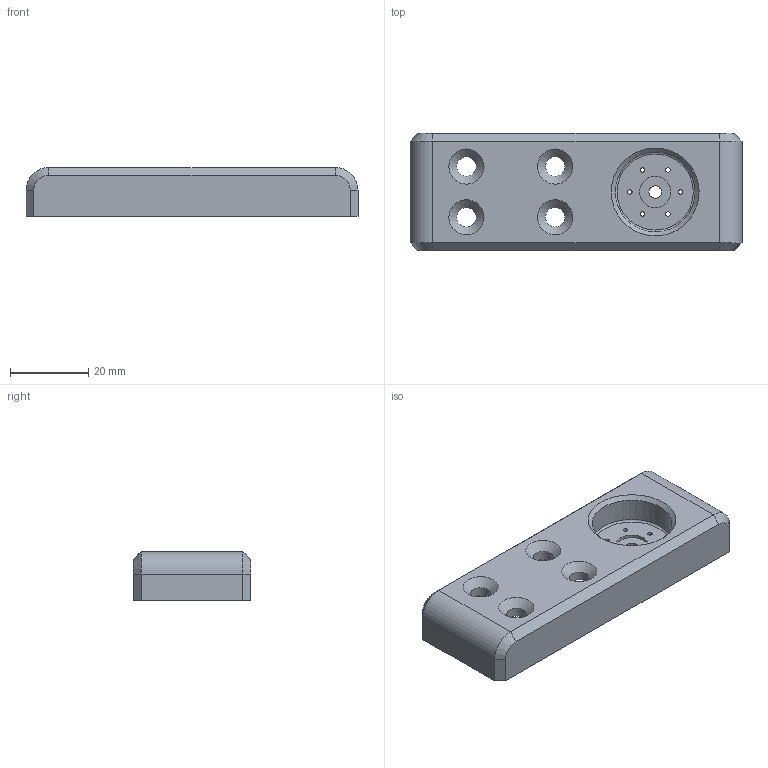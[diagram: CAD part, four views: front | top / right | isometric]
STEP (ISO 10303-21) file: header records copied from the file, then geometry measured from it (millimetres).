
FILE_DESCRIPTION(/* description */ ('STEP AP242','CAx-IF Rec.Pracs.---Representation and Presentation of Product Manufacturing Information (PMI)---4.0---2014-10-13','CAx-IF Rec.Pracs.---3D Tessellated Geometry---0.4---2014-09-14','2;1'),/* implementation_level */ '2;1');
FILE_NAME(/* name */ '689c0545fd70673caeaf22e4',/* time_stamp */ '2025-08-13T03:23:50Z',/* author */ (''),/* organization */ (''),/* preprocessor_version */ 'ST-DEVELOPER v20',/* originating_system */ 'ONSHAPE BY PTC INC, 1.202',/* authorisation */ ' ');
FILE_SCHEMA (('AP242_MANAGED_MODEL_BASED_3D_ENGINEERING_MIM_LF { 1 0 10303 442 1 1 4 }'));
Length unit declared in the file: metre
Products named in the file (1): LN_032
Bounding box: 85 x 30 x 12.5 mm (x, y, z)
Volume: 15671 mm3; surface area: 10029.6 mm2
Topology: 1 solids, 1 shells, 112 faces, 261 edges, 155 vertices
Faces by surface type: cylinder 39, plane 32, cone 26, torus 15
Full cylindrical faces by diameter (mm): 1.15 x6, 3.2 x1, 5 x4, 8 x1, 20.5 x1
Entity records: 3072 total; most frequent: DIRECTION 580, CARTESIAN_POINT 495, ORIENTED_EDGE 462, AXIS2_PLACEMENT_3D 236, EDGE_CURVE 231, EDGE_LOOP 164, FACE_BOUND 164, VERTEX_POINT 151
